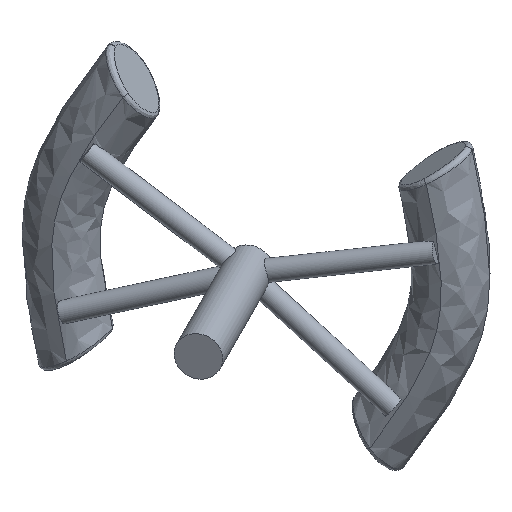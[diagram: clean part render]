
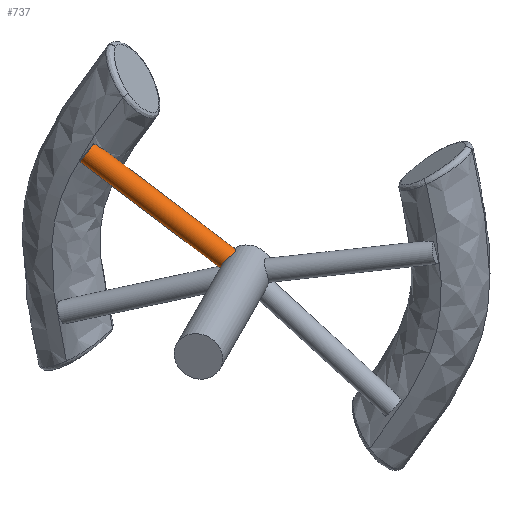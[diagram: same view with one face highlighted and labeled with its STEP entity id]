
A CAD part, front view. The second image highlights one B-rep face of the part: STEP entity #737.
In plain terms, the highlighted cylindrical face has radius 6 mm (diameter 12 mm), a full revolution.
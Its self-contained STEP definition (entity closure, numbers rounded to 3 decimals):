
#53=FACE_OUTER_BOUND('',#94,.T.);
#94=EDGE_LOOP('',(#480,#481,#482,#483,#484,#485,#486,#487));
#139=ELLIPSE('',#794,13.204,6.);
#141=CIRCLE('',#793,6.);
#166=LINE('',#950,#171);
#171=VECTOR('',#836,6.);
#176=B_SPLINE_CURVE_WITH_KNOTS('',3,(#923,#924,#925,#926,#927,#928,#929,
#930,#931,#932,#933,#934,#935,#936,#937,#938,#939,#940,#941,#942,#943,#944,
#945,#946,#947,#948),.UNSPECIFIED.,.F.,.F.,(4,2,2,2,2,2,2,2,2,2,2,2,4),
(0.191,0.23,0.461,0.691,
0.921,1.151,1.381,1.611,1.842,
2.072,2.303,2.533,2.763),
 .UNSPECIFIED.);
#177=B_SPLINE_CURVE_WITH_KNOTS('',3,(#952,#953,#954,#955,#956,#957,#958,
#959,#960,#961,#962,#963,#964,#965,#966,#967,#968,#969),.UNSPECIFIED.,.F.,
 .F.,(4,2,2,2,2,2,2,2,4),(-4.159,-3.88,-3.351,
-2.934,-2.63,-2.405,-2.246,
-2.171,-2.119),.UNSPECIFIED.);
#178=B_SPLINE_CURVE_WITH_KNOTS('',3,(#972,#973,#974,#975,#976,#977,#978,
#979,#980,#981,#982,#983,#984,#985,#986,#987,#988,#989,#990,#991),
 .UNSPECIFIED.,.F.,.F.,(4,2,2,2,2,2,2,2,2,4),(-2.119,-2.116,
-2.061,-1.982,-1.804,-1.579,
-1.298,-0.923,-0.224,-0.063),
 .UNSPECIFIED.);
#179=B_SPLINE_CURVE_WITH_KNOTS('',3,(#993,#994,#995,#996,#997,#998,#999,
#1000,#1001,#1002),.UNSPECIFIED.,.F.,.F.,(4,2,2,2,4),(2.763,
2.993,3.223,3.453,3.492),
 .UNSPECIFIED.);
#269=VERTEX_POINT('',#921);
#270=VERTEX_POINT('',#922);
#271=VERTEX_POINT('',#949);
#272=VERTEX_POINT('',#951);
#273=VERTEX_POINT('',#970);
#274=VERTEX_POINT('',#992);
#355=EDGE_CURVE('',#269,#270,#176,.T.);
#356=EDGE_CURVE('',#270,#271,#166,.T.);
#357=EDGE_CURVE('',#272,#271,#177,.T.);
#358=EDGE_CURVE('',#273,#272,#141,.T.);
#359=EDGE_CURVE('',#271,#273,#178,.T.);
#360=EDGE_CURVE('',#270,#274,#179,.T.);
#361=EDGE_CURVE('',#269,#274,#139,.T.);
#480=ORIENTED_EDGE('',*,*,#355,.T.);
#481=ORIENTED_EDGE('',*,*,#356,.T.);
#482=ORIENTED_EDGE('',*,*,#357,.F.);
#483=ORIENTED_EDGE('',*,*,#358,.F.);
#484=ORIENTED_EDGE('',*,*,#359,.F.);
#485=ORIENTED_EDGE('',*,*,#356,.F.);
#486=ORIENTED_EDGE('',*,*,#360,.T.);
#487=ORIENTED_EDGE('',*,*,#361,.F.);
#730=CYLINDRICAL_SURFACE('',#792,6.);
#737=ADVANCED_FACE('',(#53),#730,.T.);
#792=AXIS2_PLACEMENT_3D('',#920,#834,#835);
#793=AXIS2_PLACEMENT_3D('',#971,#837,#838);
#794=AXIS2_PLACEMENT_3D('',#1003,#839,#840);
#834=DIRECTION('center_axis',(-0.795,-0.07,0.603));
#835=DIRECTION('ref_axis',(-0.239,-0.877,-0.417));
#836=DIRECTION('',(-0.795,-0.07,0.603));
#837=DIRECTION('center_axis',(-0.795,-0.07,0.603));
#838=DIRECTION('ref_axis',(-0.239,-0.877,-0.417));
#839=DIRECTION('center_axis',(-0.136,0.456,-0.88));
#840=DIRECTION('ref_axis',(0.961,-0.154,-0.228));
#920=CARTESIAN_POINT('Origin',(-293.397,761.092,387.849));
#921=CARTESIAN_POINT('',(-226.409,768.303,329.594));
#922=CARTESIAN_POINT('',(-222.426,772.46,337.588));
#923=CARTESIAN_POINT('Ctrl Pts',(-226.409,768.303,329.594));
#924=CARTESIAN_POINT('Ctrl Pts',(-226.433,768.168,329.583));
#925=CARTESIAN_POINT('Ctrl Pts',(-226.456,768.032,329.578));
#926=CARTESIAN_POINT('Ctrl Pts',(-226.603,767.093,329.57));
#927=CARTESIAN_POINT('Ctrl Pts',(-226.672,766.276,329.731));
#928=CARTESIAN_POINT('Ctrl Pts',(-226.639,764.827,330.236));
#929=CARTESIAN_POINT('Ctrl Pts',(-226.534,764.093,330.616));
#930=CARTESIAN_POINT('Ctrl Pts',(-226.08,762.831,331.53));
#931=CARTESIAN_POINT('Ctrl Pts',(-225.727,762.304,332.062));
#932=CARTESIAN_POINT('Ctrl Pts',(-224.872,761.574,333.104));
#933=CARTESIAN_POINT('Ctrl Pts',(-224.322,761.331,333.673));
#934=CARTESIAN_POINT('Ctrl Pts',(-223.131,761.189,334.766));
#935=CARTESIAN_POINT('Ctrl Pts',(-222.492,761.289,335.292));
#936=CARTESIAN_POINT('Ctrl Pts',(-221.352,761.737,336.216));
#937=CARTESIAN_POINT('Ctrl Pts',(-220.77,762.117,336.681));
#938=CARTESIAN_POINT('Ctrl Pts',(-219.832,763.137,337.53));
#939=CARTESIAN_POINT('Ctrl Pts',(-219.481,763.778,337.92));
#940=CARTESIAN_POINT('Ctrl Pts',(-219.113,765.125,338.561));
#941=CARTESIAN_POINT('Ctrl Pts',(-219.077,765.902,338.846));
#942=CARTESIAN_POINT('Ctrl Pts',(-219.309,767.465,339.225));
#943=CARTESIAN_POINT('Ctrl Pts',(-219.572,768.253,339.317));
#944=CARTESIAN_POINT('Ctrl Pts',(-220.208,769.649,339.269));
#945=CARTESIAN_POINT('Ctrl Pts',(-220.627,770.356,339.127));
#946=CARTESIAN_POINT('Ctrl Pts',(-221.523,771.579,338.548));
#947=CARTESIAN_POINT('Ctrl Pts',(-221.998,772.095,338.109));
#948=CARTESIAN_POINT('Ctrl Pts',(-222.426,772.46,337.588));
#949=CARTESIAN_POINT('',(-282.173,767.212,382.925));
#950=CARTESIAN_POINT('',(-291.96,766.352,390.352));
#951=CARTESIAN_POINT('',(-290.022,758.343,391.978));
#952=CARTESIAN_POINT('Ctrl Pts',(-290.022,758.343,391.978));
#953=CARTESIAN_POINT('Ctrl Pts',(-289.322,758.494,391.507));
#954=CARTESIAN_POINT('Ctrl Pts',(-288.615,758.705,391.067));
#955=CARTESIAN_POINT('Ctrl Pts',(-286.604,759.477,389.858));
#956=CARTESIAN_POINT('Ctrl Pts',(-285.372,760.169,389.17));
#957=CARTESIAN_POINT('Ctrl Pts',(-283.528,761.663,387.929));
#958=CARTESIAN_POINT('Ctrl Pts',(-282.885,762.374,387.407));
#959=CARTESIAN_POINT('Ctrl Pts',(-282.082,763.629,386.459));
#960=CARTESIAN_POINT('Ctrl Pts',(-281.826,764.187,386.031));
#961=CARTESIAN_POINT('Ctrl Pts',(-281.588,765.157,385.214));
#962=CARTESIAN_POINT('Ctrl Pts',(-281.553,765.565,384.847));
#963=CARTESIAN_POINT('Ctrl Pts',(-281.631,766.221,384.183));
#964=CARTESIAN_POINT('Ctrl Pts',(-281.704,766.477,383.9));
#965=CARTESIAN_POINT('Ctrl Pts',(-281.873,766.82,383.476));
#966=CARTESIAN_POINT('Ctrl Pts',(-281.937,766.925,383.34));
#967=CARTESIAN_POINT('Ctrl Pts',(-282.06,767.089,383.11));
#968=CARTESIAN_POINT('Ctrl Pts',(-282.114,767.152,383.017));
#969=CARTESIAN_POINT('Ctrl Pts',(-282.173,767.212,382.925));
#970=CARTESIAN_POINT('',(-296.74,763.958,383.774));
#971=CARTESIAN_POINT('Origin',(-293.397,761.092,387.849));
#972=CARTESIAN_POINT('Ctrl Pts',(-282.173,767.212,382.925));
#973=CARTESIAN_POINT('Ctrl Pts',(-282.176,767.216,382.92));
#974=CARTESIAN_POINT('Ctrl Pts',(-282.18,767.219,382.914));
#975=CARTESIAN_POINT('Ctrl Pts',(-282.247,767.287,382.809));
#976=CARTESIAN_POINT('Ctrl Pts',(-282.315,767.347,382.711));
#977=CARTESIAN_POINT('Ctrl Pts',(-282.492,767.482,382.473));
#978=CARTESIAN_POINT('Ctrl Pts',(-282.605,767.553,382.335));
#979=CARTESIAN_POINT('Ctrl Pts',(-283.005,767.753,381.896));
#980=CARTESIAN_POINT('Ctrl Pts',(-283.323,767.841,381.613));
#981=CARTESIAN_POINT('Ctrl Pts',(-284.115,767.932,381.04));
#982=CARTESIAN_POINT('Ctrl Pts',(-284.596,767.906,380.777));
#983=CARTESIAN_POINT('Ctrl Pts',(-285.728,767.725,380.323));
#984=CARTESIAN_POINT('Ctrl Pts',(-286.376,767.543,380.172));
#985=CARTESIAN_POINT('Ctrl Pts',(-287.889,767.03,380.018));
#986=CARTESIAN_POINT('Ctrl Pts',(-288.807,766.65,380.075));
#987=CARTESIAN_POINT('Ctrl Pts',(-291.624,765.458,380.696));
#988=CARTESIAN_POINT('Ctrl Pts',(-293.516,764.636,381.619));
#989=CARTESIAN_POINT('Ctrl Pts',(-295.873,764.095,383.158));
#990=CARTESIAN_POINT('Ctrl Pts',(-296.309,764.014,383.46));
#991=CARTESIAN_POINT('Ctrl Pts',(-296.74,763.958,383.774));
#992=CARTESIAN_POINT('',(-225.483,771.693,331.206));
#993=CARTESIAN_POINT('Ctrl Pts',(-222.426,772.46,337.588));
#994=CARTESIAN_POINT('Ctrl Pts',(-222.853,772.825,337.067));
#995=CARTESIAN_POINT('Ctrl Pts',(-223.281,773.079,336.405));
#996=CARTESIAN_POINT('Ctrl Pts',(-224.03,773.26,334.977));
#997=CARTESIAN_POINT('Ctrl Pts',(-224.355,773.187,334.213));
#998=CARTESIAN_POINT('Ctrl Pts',(-224.892,772.792,332.831));
#999=CARTESIAN_POINT('Ctrl Pts',(-225.142,772.441,332.115));
#1000=CARTESIAN_POINT('Ctrl Pts',(-225.408,771.87,331.403));
#1001=CARTESIAN_POINT('Ctrl Pts',(-225.446,771.783,331.303));
#1002=CARTESIAN_POINT('Ctrl Pts',(-225.483,771.693,331.206));
#1003=CARTESIAN_POINT('Origin',(-213.929,768.072,327.548));
